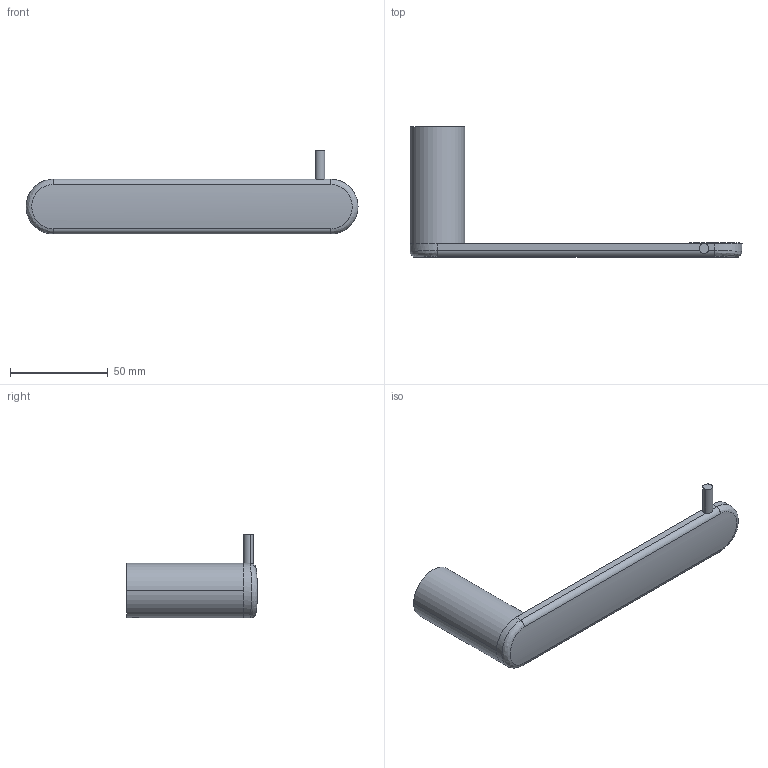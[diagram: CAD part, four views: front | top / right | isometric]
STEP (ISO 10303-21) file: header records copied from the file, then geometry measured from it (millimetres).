
FILE_DESCRIPTION((''),'2;1');
FILE_NAME('AA200041_ASM','2019-06-05T15:13:26',('SJ03'),(''),'CREO PARAMETRIC BY PTC INC, 2018100','CREO PARAMETRIC BY PTC INC, 2018100','');
FILE_SCHEMA(('CONFIG_CONTROL_DESIGN'));
Length unit declared in the file: millimetre
Products named in the file (10): 80HAA200053_AF0; 81HAA200011_AF1; 80AA200041_ASM; 81HAA200041; 82HAA200041; 80HAA200041; 81AA200041_ASM; 8NM4; 82AA200041; AA200041_ASM
Assembly tree (10 placements, depth 3):
  AA200041_ASM
    80AA200041_ASM
      80HAA200053_AF0
      81HAA200011_AF1
    81AA200041_ASM
      81HAA200041
      82HAA200041
      80HAA200041
    8NM4  x2
    82AA200041
Bounding box: 170 x 67 x 43 mm (x, y, z)
Volume: 22129.6 mm3; surface area: 36264.7 mm2
Topology: 8 solids, 11 shells, 117 faces, 278 edges, 178 vertices
Faces by surface type: cylinder 48, plane 45, cone 10, torus 10, bspline 4
Entity records: 4215 total; most frequent: CARTESIAN_POINT 1607, DIRECTION 542, ORIENTED_EDGE 472, EDGE_CURVE 240, AXIS2_PLACEMENT_3D 221, VERTEX_POINT 154, EDGE_LOOP 118, FACE_OUTER_BOUND 101
